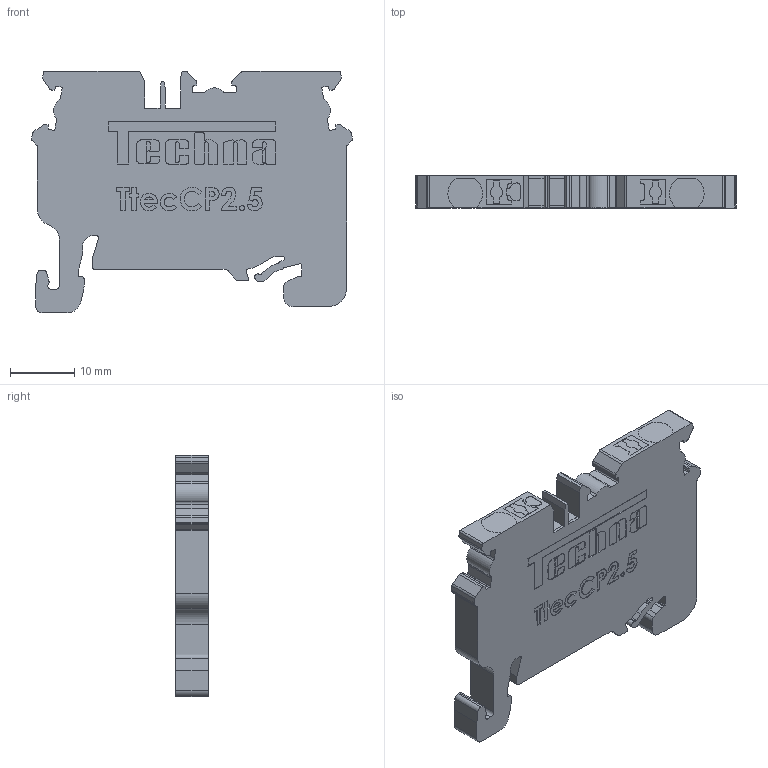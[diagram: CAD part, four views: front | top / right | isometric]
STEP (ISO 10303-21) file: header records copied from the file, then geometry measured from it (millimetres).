
FILE_DESCRIPTION (( 'STEP AP214' ), '1' );
FILE_NAME ('TtecCP2.5.STEP', '2020-07-01T12:34:26', ( '' ), ( '' ), 'SwSTEP 2.0', 'SolidWorks 2020', '' );
FILE_SCHEMA (( 'AUTOMOTIVE_DESIGN' ));
Length unit declared in the file: millimetre
Products named in the file (1): TtecCP2.5
Bounding box: 49.7 x 5 x 37.4 mm (x, y, z)
Volume: 7186.4 mm3; surface area: 4248.1 mm2
Topology: 1 solids, 1 shells, 736 faces, 2076 edges, 1384 vertices
Faces by surface type: plane 399, cylinder 237, bspline 100
Entity records: 34364 total; most frequent: CARTESIAN_POINT 10193, ORIENTED_EDGE 4152, DIRECTION 3624, EDGE_CURVE 2076, LINE 1402, VECTOR 1402, VERTEX_POINT 1384, AXIS2_PLACEMENT_3D 1111
